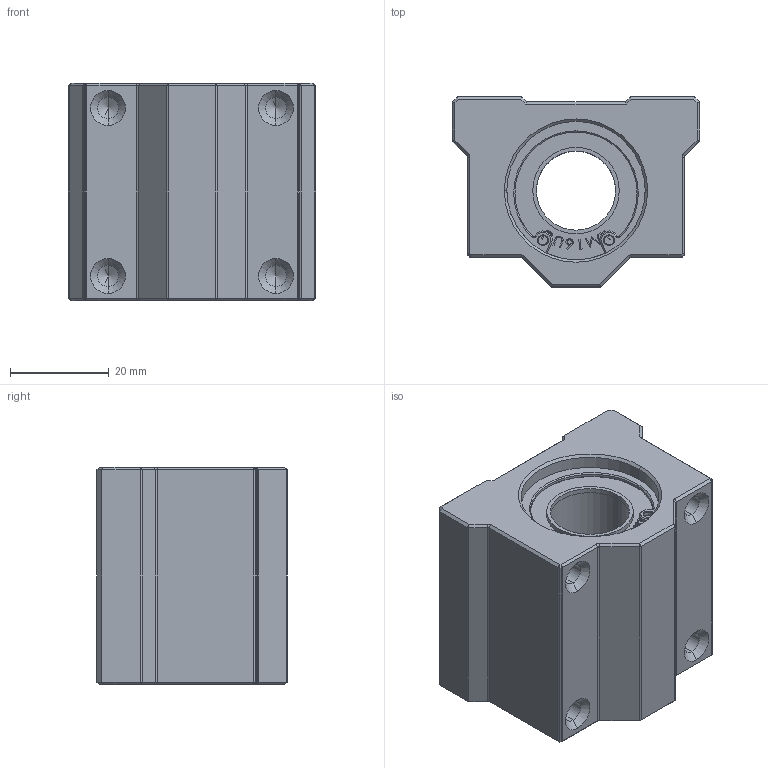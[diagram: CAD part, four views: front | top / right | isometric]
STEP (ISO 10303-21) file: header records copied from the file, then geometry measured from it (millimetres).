
FILE_DESCRIPTION (( 'STEP AP214' ), '1' );
FILE_NAME ('sc16uu_bearing.STEP', '2013-01-07T11:29:00', ( '' ), ( '' ), 'SwSTEP 2.0', 'SolidWorks 2013', '' );
FILE_SCHEMA (( 'AUTOMOTIVE_DESIGN' ));
Length unit declared in the file: millimetre
Products named in the file (1): sc16uu_bearing
Bounding box: 50 x 38.5 x 44 mm (x, y, z)
Volume: 54114.4 mm3; surface area: 14695.7 mm2
Topology: 8 solids, 8 shells, 368 faces, 873 edges, 500 vertices
Faces by surface type: plane 159, cone 116, cylinder 70, bspline 23
Entity records: 15002 total; most frequent: CARTESIAN_POINT 3173, DIRECTION 1713, ORIENTED_EDGE 1682, EDGE_CURVE 841, AXIS2_PLACEMENT_3D 580, LINE 553, VECTOR 553, VERTEX_POINT 500
